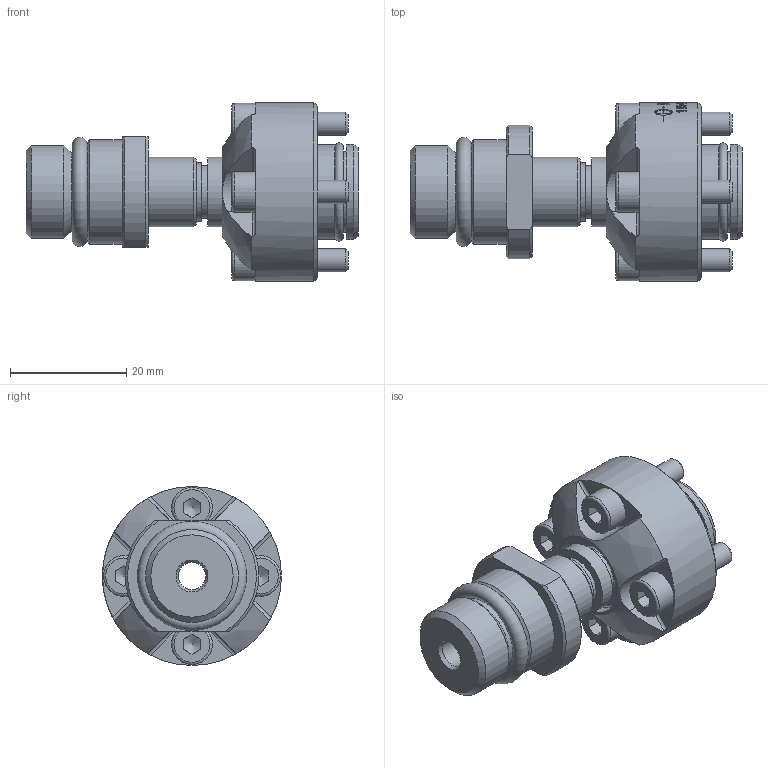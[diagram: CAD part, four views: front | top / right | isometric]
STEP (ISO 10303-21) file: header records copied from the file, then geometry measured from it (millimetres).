
FILE_DESCRIPTION(/* description */ (''),/* implementation_level */ '2;1');
FILE_NAME(/* name */ '1154-002-133-IC.stp',/* time_stamp */ '2020-05-15T15:25:47-05:00',/* author */ ('Moorera'),/* organization */ (''),/* preprocessor_version */ 'ST-DEVELOPER v18.1',/* originating_system */ 'Autodesk Inventor 2020',/* authorisation */ '');
FILE_SCHEMA (('AUTOMOTIVE_DESIGN { 1 0 10303 214 3 1 1 }'));
Products named in the file (1): 1154-002-133-IC
Bounding box: 57.15 x 30.8 x 30.8 mm (x, y, z)
Volume: 17385.9 mm3; surface area: 9216.8 mm2
Topology: 3 solids, 3 shells, 450 faces, 1201 edges, 813 vertices
Faces by surface type: bspline 177, plane 157, cylinder 74, cone 22, torus 19, sphere 1
Full cylindrical faces by diameter (mm): 4 x4, 4.75 x1, 4.8 x4, 6.785 x1, 6.985 x1, 7 x4, 8.6 x1, 9 x1, 10 x1, 11.67 x1, 12 x2, 13.56 x1, 13.9 x1, 14 x1, 16 x1, 16.368 x2, 18 x1, 30.8 x1
Entity records: 53860 total; most frequent: CARTESIAN_POINT 43100, ORIENTED_EDGE 2394, DIRECTION 1836, EDGE_CURVE 1197, VERTEX_POINT 813, AXIS2_PLACEMENT_3D 693, EDGE_LOOP 516, LINE 450
